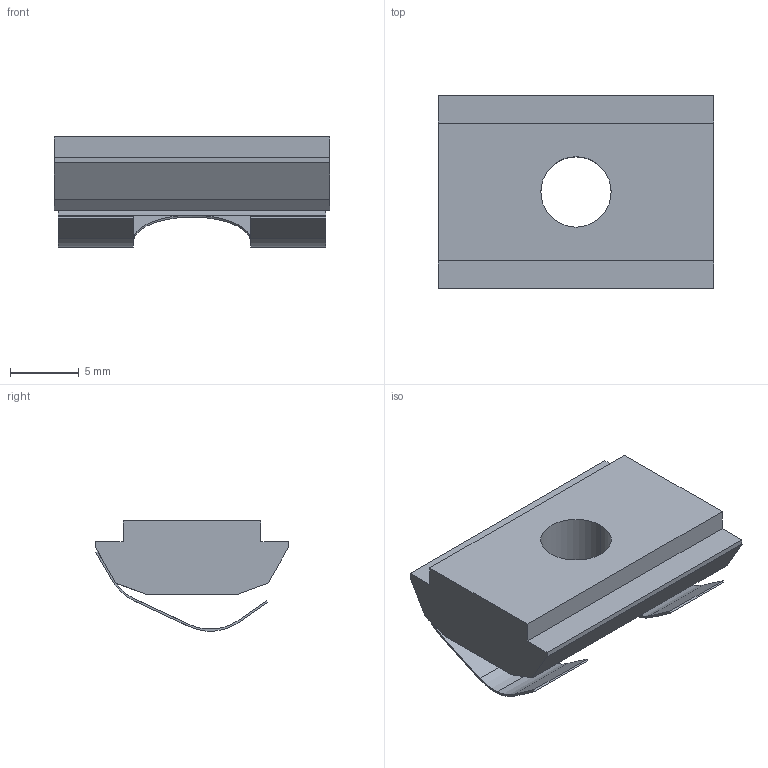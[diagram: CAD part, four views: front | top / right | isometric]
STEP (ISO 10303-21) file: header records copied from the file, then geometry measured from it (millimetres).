
FILE_DESCRIPTION(('STEP AP214'),'1');
FILE_NAME('cctmp_DAAF0735-2FBB-4F3F-9978-E7C969BBBB4A_2020_1_13_13_23_25_35..stp','2020-01-13T12:23:25',('Bosch Rexroth AG'),('CADClick - www.CADClick.com'),'Spatial InterOp 3D',' ','unknown authorization - (Healing Option Enabled)');
FILE_SCHEMA(('AUTOMOTIVE_DESIGN'));
Length unit declared in the file: millimetre
Products named in the file (1): 2020_01_13__13-23-25-035
Bounding box: 20 x 14.06 x 7.99 mm (x, y, z)
Volume: 1131.2 mm3; surface area: 1201 mm2
Topology: 1 solids, 1 shells, 44 faces, 126 edges, 84 vertices
Faces by surface type: plane 28, cylinder 16
Entity records: 1822 total; most frequent: CARTESIAN_POINT 255, ORIENTED_EDGE 252, DIRECTION 248, EDGE_CURVE 126, LINE 94, VECTOR 94, VERTEX_POINT 84, AXIS2_PLACEMENT_3D 77
